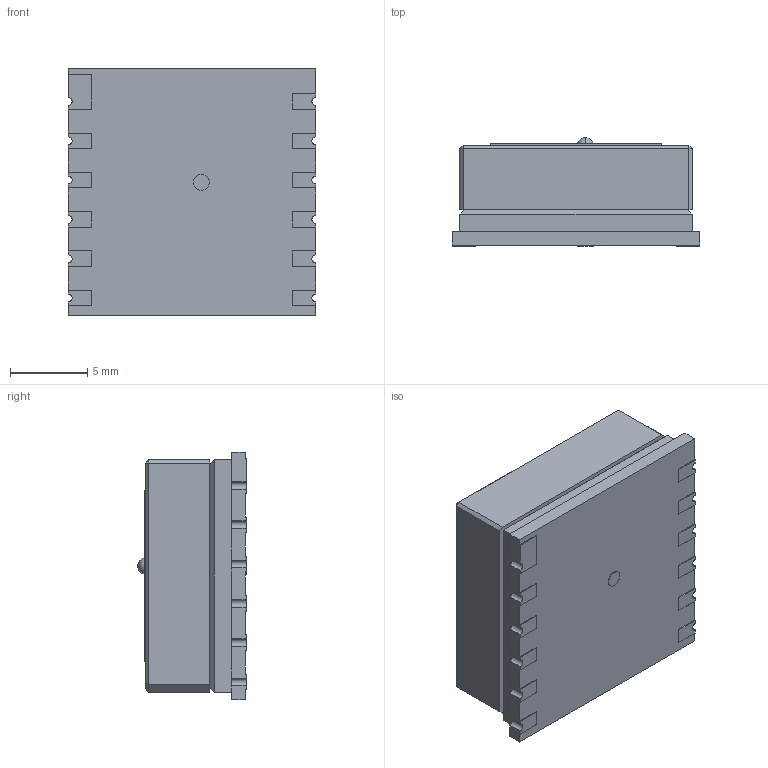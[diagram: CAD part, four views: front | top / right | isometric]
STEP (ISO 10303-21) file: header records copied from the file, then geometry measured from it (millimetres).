
FILE_DESCRIPTION (( 'STEP AP214' ), '1' );
FILE_NAME ('User Library-L80-R.STEP', '2020-05-05T11:11:46', ( '' ), ( '' ), 'SwSTEP 2.0', 'SolidWorks 2019', '' );
FILE_SCHEMA (( 'AUTOMOTIVE_DESIGN' ));
Length unit declared in the file: millimetre
Products named in the file (1): User Library-L80-R
Bounding box: 16 x 7 x 16 mm (x, y, z)
Volume: 1487.8 mm3; surface area: 924.9 mm2
Topology: 1 solids, 1 shells, 115 faces, 309 edges, 201 vertices
Faces by surface type: plane 99, cylinder 14, torus 2
Entity records: 4407 total; most frequent: CARTESIAN_POINT 626, ORIENTED_EDGE 618, DIRECTION 575, EDGE_CURVE 309, LINE 275, VECTOR 275, VERTEX_POINT 201, AXIS2_PLACEMENT_3D 150
